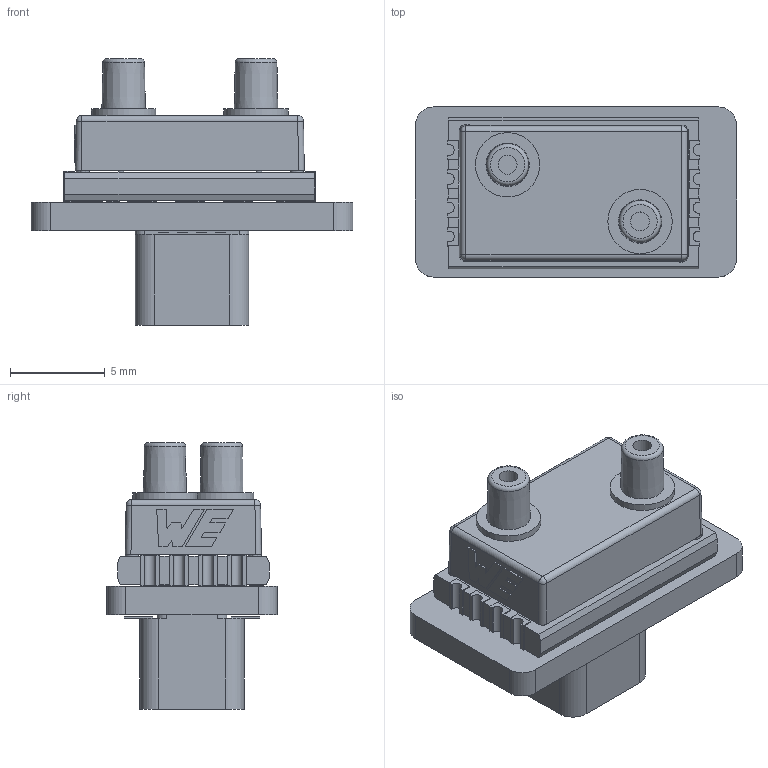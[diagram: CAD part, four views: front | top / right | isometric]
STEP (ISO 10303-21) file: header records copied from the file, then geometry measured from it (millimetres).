
FILE_DESCRIPTION(('KiCad electronic assembly'),'2;1');
FILE_NAME('sensor_pcb.step','2025-04-08T15:07:19',('Pcbnew'),('Kicad'), 'Open CASCADE STEP processor 7.8','KiCad to STEP converter','Unknown' );
FILE_SCHEMA(('AUTOMOTIVE_DESIGN { 1 0 10303 214 1 1 1 1 }'));
Length unit declared in the file: millimetre
Products named in the file (10): sensor_pcb 1; 2513130810001; HTD+WE logo_rev0.step; 8k_cover_V-strt_2.step; WE_logo.step; hpsd8000_PCBfull; 009159008801906; Body; Pins; sensor_pcb_PCB
Assembly tree (9 placements, depth 4):
  sensor_pcb 1
    2513130810001
      HTD+WE logo_rev0.step
        8k_cover_V-strt_2.step
        WE_logo.step
      hpsd8000_PCBfull
    009159008801906
      Body
      Pins
    sensor_pcb_PCB
Bounding box: 17 x 9 x 14.09 mm (x, y, z)
Volume: 642.7 mm3; surface area: 1454 mm2
Topology: 20 solids, 20 shells, 349 faces, 860 edges, 566 vertices
Faces by surface type: plane 272, cylinder 61, sphere 12, torus 2, cone 2
Full cylindrical faces by diameter (mm): 0.3 x4, 0.7 x3, 0.8 x2, 1 x2, 3.4 x2
Entity records: 11479 total; most frequent: CARTESIAN_POINT 1836, ORIENTED_EDGE 1720, DIRECTION 1699, EDGE_CURVE 860, LINE 689, VECTOR 689, VERTEX_POINT 566, AXIS2_PLACEMENT_3D 505
